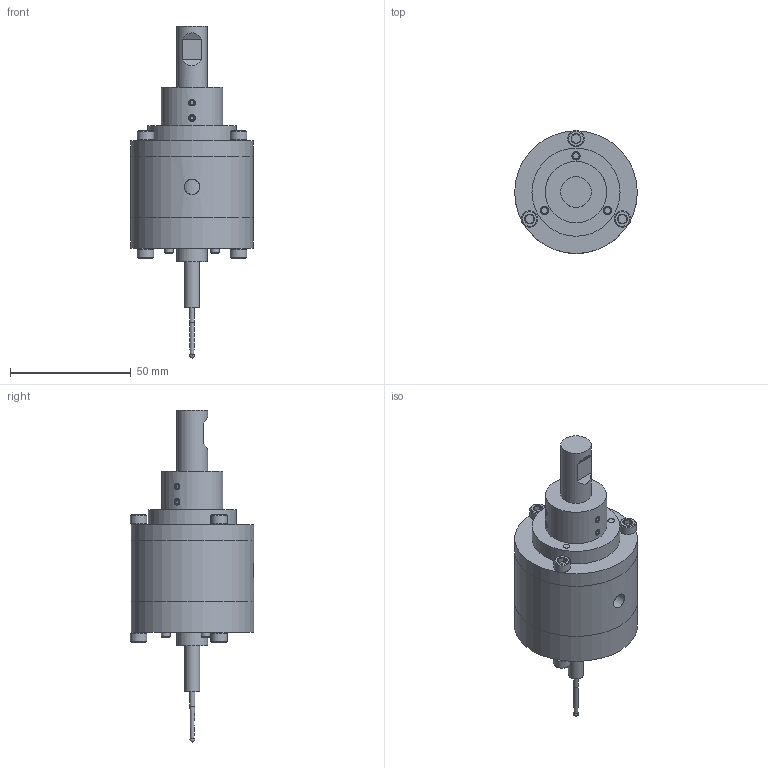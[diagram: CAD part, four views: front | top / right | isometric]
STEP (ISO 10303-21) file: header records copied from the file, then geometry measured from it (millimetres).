
FILE_DESCRIPTION(/* description */ (''),/* implementation_level */ '2;1');
FILE_NAME(/* name */ 'Assembly_v36.step',/* time_stamp */ '2023-03-04T11:19:22-05:00',/* author */ (''),/* organization */ (''),/* preprocessor_version */ 'ST-DEVELOPER v19.2',/* originating_system */ 'Autodesk Translation Framework v11.17.0.187',/* authorisation */ '');
FILE_SCHEMA (('AUTOMOTIVE_DESIGN { 1 0 10303 214 3 1 1 }'));
Products named in the file (32): Assembly; Housing; HousingBase; MachinedHolder; mainHolder; bottomLeft; topRight; bottomRight; topLeft; holderTop; shankHolder.5in; shankTop.5in; centerHolderBottom; centerHolderTop; .25rod.6in; Bolts; 91251A194_NO THREADS_Black-Oxide Alloy Steel Socket Head Screw; 92141A003_18-8 Stainless Steel Washer; 91251A410_NO THREADS_Black-Oxide Alloy Steel Socket Head Screw; 91375A144_NO THREADS_Alloy Steel Cup-Point Set Screw; 91251A077_NO THREADS_Black-Oxide Alloy Steel Socket Head Screw; 91251A106_NO THREADS_Black-Oxide Alloy Steel Socket Head Screw; 91251A197_NO THREADS_Black-Oxide Alloy Steel Socket Head Screw; 91251A106_NO THREADS_Black-Oxide Alloy Steel Socket Head Screw(Mirror
); 91251A106_NO THREADS_Black-Oxide Alloy Steel Socket Head Screw (1); 91251A113_NO THREADS_Black-Oxide Alloy Steel Socket Head Screw; Probe Tip 2mm M1.6; Shank; Thread; Ball; Spring; threadedBottomRod
Assembly tree (51 placements, depth 3):
  Assembly
    Housing
    HousingBase
    MachinedHolder
      mainHolder
      bottomLeft
      topRight
      bottomRight
      topLeft
    holderTop
    shankHolder.5in
    shankTop.5in
    centerHolderBottom
    .25rod.6in  x3
    centerHolderTop
    Bolts
      91251A197_NO THREADS_Black-Oxide Alloy Steel Socket Head Screw  x6
      91251A194_NO THREADS_Black-Oxide Alloy Steel Socket Head Screw
      91251A077_NO THREADS_Black-Oxide Alloy Steel Socket Head Screw  x3
      92141A003_18-8 Stainless Steel Washer
      91375A144_NO THREADS_Alloy Steel Cup-Point Set Screw  x6
      91251A410_NO THREADS_Black-Oxide Alloy Steel Socket Head Screw  x3
      91251A106_NO THREADS_Black-Oxide Alloy Steel Socket Head Screw(Mirror
)  x3
      91251A106_NO THREADS_Black-Oxide Alloy Steel Socket Head Screw  x3
      91251A106_NO THREADS_Black-Oxide Alloy Steel Socket Head Screw (1)
      91251A113_NO THREADS_Black-Oxide Alloy Steel Socket Head Screw
    Probe Tip 2mm M1.6
      Shank
      Thread
      Ball
    Spring
    threadedBottomRod
Bounding box: 50.8 x 51.05 x 137.61 mm (x, y, z)
Volume: 76871.2 mm3; surface area: 44592.7 mm2
Topology: 46 solids, 46 shells, 5767 faces, 12810 edges, 8425 vertices
Faces by surface type: plane 5335, cone 240, cylinder 175, sphere 8, torus 8, bspline 1
Full cylindrical faces by diameter (mm): 1.271 x1, 1.538 x1, 1.783 x3, 2 x1, 2.184 x3, 2.271 x14, 2.438 x3, 2.769 x9, 2.845 x8, 3.264 x13, 3.416 x3, 3.505 x9, 3.572 x3, 3.797 x3, 4.166 x6, 4.496 x6, 4.648 x8, 5.118 x1, 5.74 x3, 6.248 x1, 6.35 x4, 6.858 x6, 12.7 x3, 19.05 x2, 25.4 x1, 35.433 x1, 36.512 x1, 37.846 x1, 38.1 x2, 50.8 x3
Entity records: 69019 total; most frequent: CARTESIAN_POINT 12915, DIRECTION 11644, ORIENTED_EDGE 10728, EDGE_CURVE 5364, AXIS2_PLACEMENT_3D 3898, LINE 3848, VECTOR 3848, VERTEX_POINT 3543
